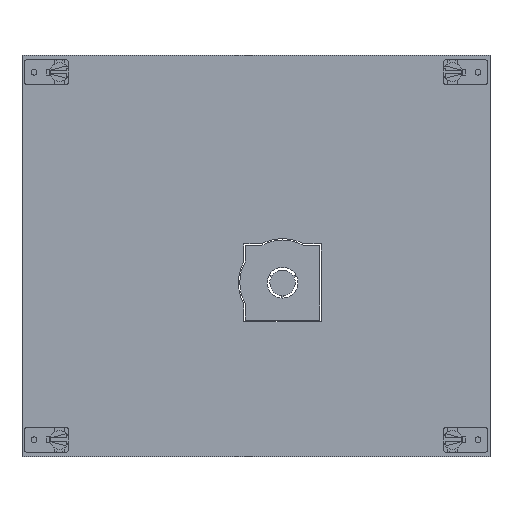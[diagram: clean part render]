
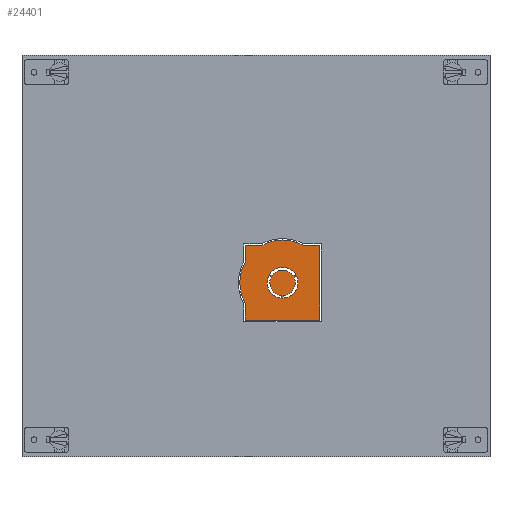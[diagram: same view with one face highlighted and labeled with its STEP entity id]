
A CAD part, top view. The second image highlights one B-rep face of the part: STEP entity #24401.
In plain terms, the highlighted planar face has unit normal (0, 0, 1).
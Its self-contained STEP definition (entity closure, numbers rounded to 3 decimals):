
#23722=CARTESIAN_POINT('',(0.25,21.,0.));
#23723=DIRECTION('',(0.,0.,-1.));
#23724=DIRECTION('',(0.875,0.484,0.));
#23725=AXIS2_PLACEMENT_3D('',#23722,#23723,#23724);
#23730=CARTESIAN_POINT('',(0.25,21.,0.));
#23731=DIRECTION('',(0.,0.,-1.));
#23732=DIRECTION('',(1.,0.,0.));
#23733=AXIS2_PLACEMENT_3D('',#23730,#23731,#23732);
#23738=CARTESIAN_POINT('',(0.25,21.,0.));
#23739=DIRECTION('',(0.,0.,-1.));
#23740=DIRECTION('',(0.484,-0.875,0.));
#23741=AXIS2_PLACEMENT_3D('',#23738,#23739,#23740);
#23746=CARTESIAN_POINT('',(0.25,21.,0.));
#23747=DIRECTION('',(0.,0.,1.));
#23748=DIRECTION('',(-0.011,1.,0.));
#23749=AXIS2_PLACEMENT_3D('',#23746,#23747,#23748);
#23754=CARTESIAN_POINT('',(0.25,21.,0.));
#23755=DIRECTION('',(0.,0.,1.));
#23756=DIRECTION('',(-1.,0.,0.));
#23757=AXIS2_PLACEMENT_3D('',#23754,#23755,#23756);
#23762=DIRECTION('',(0.643,0.766,0.));
#23763=VECTOR('',#23762,2.169);
#23764=CARTESIAN_POINT('',(-9.77,15.356,0.));
#23765=LINE('',#23764,#23763);
#23769=CARTESIAN_POINT('',(0.25,21.,0.));
#23770=DIRECTION('',(0.,0.,-1.));
#23771=DIRECTION('',(-0.908,-0.419,0.));
#23772=AXIS2_PLACEMENT_3D('',#23769,#23770,#23771);
#23777=CARTESIAN_POINT('',(0.25,21.,0.));
#23778=DIRECTION('',(0.,0.,-1.));
#23779=DIRECTION('',(-1.,0.,0.));
#23780=AXIS2_PLACEMENT_3D('',#23777,#23778,#23779);
#23785=DIRECTION('',(0.34,0.94,0.));
#23786=VECTOR('',#23785,2.168);
#23787=CARTESIAN_POINT('',(-0.617,30.46,0.));
#23788=LINE('',#23787,#23786);
#23792=CARTESIAN_POINT('',(0.25,21.,0.));
#23793=DIRECTION('',(0.,0.,-1.));
#23794=DIRECTION('',(0.091,0.996,0.));
#23795=AXIS2_PLACEMENT_3D('',#23792,#23793,#23794);
#23800=CARTESIAN_POINT('',(0.25,21.,0.));
#23801=DIRECTION('',(0.,0.,-1.));
#23802=DIRECTION('',(1.,0.,0.));
#23803=AXIS2_PLACEMENT_3D('',#23800,#23801,#23802);
#23808=DIRECTION('',(0.644,-0.765,0.));
#23809=VECTOR('',#23808,2.168);
#23810=CARTESIAN_POINT('',(8.876,17.02,0.));
#23811=LINE('',#23810,#23809);
#23815=CARTESIAN_POINT('',(0.25,21.,0.));
#23816=DIRECTION('',(0.,0.,1.));
#23817=DIRECTION('',(0.872,-0.49,0.));
#23818=AXIS2_PLACEMENT_3D('',#23815,#23816,#23817);
#23823=CARTESIAN_POINT('',(0.25,21.,0.));
#23824=DIRECTION('',(0.,0.,1.));
#23825=DIRECTION('',(1.,0.,0.));
#23826=AXIS2_PLACEMENT_3D('',#23823,#23824,#23825);
#23831=DIRECTION('',(0.341,-0.94,0.));
#23832=VECTOR('',#23831,2.169);
#23833=CARTESIAN_POINT('',(0.373,32.499,0.));
#23834=LINE('',#23833,#23832);
#23838=CARTESIAN_POINT('',(0.25,21.,0.));
#23839=DIRECTION('',(0.,0.,1.));
#23840=DIRECTION('',(-0.86,-0.51,0.));
#23841=AXIS2_PLACEMENT_3D('',#23838,#23839,#23840);
#23846=DIRECTION('',(-0.985,0.174,0.));
#23847=VECTOR('',#23846,2.169);
#23848=CARTESIAN_POINT('',(10.147,15.144,0.));
#23849=LINE('',#23848,#23847);
#23853=CARTESIAN_POINT('',(0.25,21.,0.));
#23854=DIRECTION('',(0.,0.,-1.));
#23855=DIRECTION('',(0.817,-0.577,0.));
#23856=AXIS2_PLACEMENT_3D('',#23853,#23854,#23855);
#23861=DIRECTION('',(-0.985,-0.175,0.));
#23862=VECTOR('',#23861,2.168);
#23863=CARTESIAN_POINT('',(-7.51,15.519,0.));
#23864=LINE('',#23863,#23862);
#23868=DIRECTION('',(0.,1.,0.));
#23869=VECTOR('',#23868,12.508);
#23870=CARTESIAN_POINT('',(28.25,36.492,0.));
#23871=LINE('',#23870,#23869);
#23875=DIRECTION('',(-1.,0.,0.));
#23876=VECTOR('',#23875,56.);
#23877=CARTESIAN_POINT('',(28.25,49.,0.));
#23878=LINE('',#23877,#23876);
#23889=DIRECTION('',(0.,-1.,0.));
#23890=VECTOR('',#23889,56.);
#23891=CARTESIAN_POINT('',(-27.75,49.,0.));
#23892=LINE('',#23891,#23890);
#23903=DIRECTION('',(1.,0.,0.));
#23904=VECTOR('',#23903,12.508);
#23905=CARTESIAN_POINT('',(-27.75,-7.,0.));
#23906=LINE('',#23905,#23904);
#23931=DIRECTION('',(1.,0.,0.));
#23932=VECTOR('',#23931,12.508);
#23933=CARTESIAN_POINT('',(15.742,-7.,0.));
#23934=LINE('',#23933,#23932);
#23938=DIRECTION('',(0.,1.,0.));
#23939=VECTOR('',#23938,12.508);
#23940=CARTESIAN_POINT('',(28.25,-7.,0.));
#23941=LINE('',#23940,#23939);
#24238=CARTESIAN_POINT('',(28.25,36.492,0.));
#24239=CARTESIAN_POINT('',(28.25,49.,0.));
#24240=VERTEX_POINT('',#24238);
#24241=VERTEX_POINT('',#24239);
#24242=CARTESIAN_POINT('',(32.25,21.,0.));
#24243=CARTESIAN_POINT('',(28.25,5.508,0.));
#24244=VERTEX_POINT('',#24242);
#24245=VERTEX_POINT('',#24243);
#24246=CARTESIAN_POINT('',(28.25,-7.,0.));
#24247=VERTEX_POINT('',#24246);
#24248=CARTESIAN_POINT('',(15.742,-7.,0.));
#24249=VERTEX_POINT('',#24248);
#24250=CARTESIAN_POINT('',(-15.242,-7.,0.));
#24251=VERTEX_POINT('',#24250);
#24252=CARTESIAN_POINT('',(-27.75,-7.,0.));
#24253=VERTEX_POINT('',#24252);
#24254=CARTESIAN_POINT('',(-27.75,49.,0.));
#24255=VERTEX_POINT('',#24254);
#24256=CARTESIAN_POINT('',(-11.25,21.,0.));
#24257=CARTESIAN_POINT('',(-9.77,15.356,0.));
#24258=VERTEX_POINT('',#24256);
#24259=VERTEX_POINT('',#24257);
#24260=CARTESIAN_POINT('',(0.122,32.499,0.));
#24261=VERTEX_POINT('',#24260);
#24262=CARTESIAN_POINT('',(-8.375,17.017,0.));
#24263=VERTEX_POINT('',#24262);
#24264=CARTESIAN_POINT('',(-9.25,21.,0.));
#24265=CARTESIAN_POINT('',(-0.617,30.46,0.));
#24266=VERTEX_POINT('',#24264);
#24267=VERTEX_POINT('',#24265);
#24268=CARTESIAN_POINT('',(9.75,21.,0.));
#24269=CARTESIAN_POINT('',(8.876,17.02,0.));
#24270=VERTEX_POINT('',#24268);
#24271=VERTEX_POINT('',#24269);
#24272=CARTESIAN_POINT('',(1.113,30.461,0.));
#24273=VERTEX_POINT('',#24272);
#24274=CARTESIAN_POINT('',(10.273,15.362,0.));
#24275=VERTEX_POINT('',#24274);
#24276=CARTESIAN_POINT('',(11.75,21.,0.));
#24277=CARTESIAN_POINT('',(0.373,32.499,0.));
#24278=VERTEX_POINT('',#24276);
#24279=VERTEX_POINT('',#24277);
#24280=CARTESIAN_POINT('',(-9.644,15.139,0.));
#24281=CARTESIAN_POINT('',(10.147,15.144,0.));
#24282=VERTEX_POINT('',#24280);
#24283=VERTEX_POINT('',#24281);
#24284=CARTESIAN_POINT('',(8.012,15.523,0.));
#24285=VERTEX_POINT('',#24284);
#24286=CARTESIAN_POINT('',(-7.51,15.519,0.));
#24287=VERTEX_POINT('',#24286);
#24338=CARTESIAN_POINT('',(0.,0.,0.));
#24339=DIRECTION('',(0.,0.,1.));
#24340=DIRECTION('',(1.,0.,0.));
#24341=AXIS2_PLACEMENT_3D('',#24338,#24339,#24340);
#24342=PLANE('',#24341);
#24344=ORIENTED_EDGE('',*,*,#24343,.F.);
#24346=ORIENTED_EDGE('',*,*,#24345,.T.);
#24348=ORIENTED_EDGE('',*,*,#24347,.T.);
#24350=ORIENTED_EDGE('',*,*,#24349,.F.);
#24352=ORIENTED_EDGE('',*,*,#24351,.F.);
#24354=ORIENTED_EDGE('',*,*,#24353,.T.);
#24356=ORIENTED_EDGE('',*,*,#24355,.F.);
#24358=ORIENTED_EDGE('',*,*,#24357,.F.);
#24360=ORIENTED_EDGE('',*,*,#24359,.F.);
#24361=EDGE_LOOP('',(#24344,#24346,#24348,#24350,#24352,#24354,#24356,#24358,
#24360));
#24362=FACE_OUTER_BOUND('',#24361,.F.);
#24364=ORIENTED_EDGE('',*,*,#24363,.T.);
#24366=ORIENTED_EDGE('',*,*,#24365,.T.);
#24368=ORIENTED_EDGE('',*,*,#24367,.T.);
#24370=ORIENTED_EDGE('',*,*,#24369,.T.);
#24372=ORIENTED_EDGE('',*,*,#24371,.T.);
#24374=ORIENTED_EDGE('',*,*,#24373,.T.);
#24375=EDGE_LOOP('',(#24364,#24366,#24368,#24370,#24372,#24374));
#24376=FACE_BOUND('',#24375,.F.);
#24378=ORIENTED_EDGE('',*,*,#24377,.T.);
#24380=ORIENTED_EDGE('',*,*,#24379,.T.);
#24382=ORIENTED_EDGE('',*,*,#24381,.T.);
#24384=ORIENTED_EDGE('',*,*,#24383,.T.);
#24386=ORIENTED_EDGE('',*,*,#24385,.T.);
#24388=ORIENTED_EDGE('',*,*,#24387,.T.);
#24389=EDGE_LOOP('',(#24378,#24380,#24382,#24384,#24386,#24388));
#24390=FACE_BOUND('',#24389,.F.);
#24392=ORIENTED_EDGE('',*,*,#24391,.T.);
#24394=ORIENTED_EDGE('',*,*,#24393,.T.);
#24396=ORIENTED_EDGE('',*,*,#24395,.T.);
#24398=ORIENTED_EDGE('',*,*,#24397,.T.);
#24399=EDGE_LOOP('',(#24392,#24394,#24396,#24398));
#24400=FACE_BOUND('',#24399,.F.);
#23726=CIRCLE('',#23725,32.);
#23734=CIRCLE('',#23733,32.);
#23742=CIRCLE('',#23741,32.);
#23750=CIRCLE('',#23749,11.5);
#23758=CIRCLE('',#23757,11.5);
#23773=CIRCLE('',#23772,9.5);
#23781=CIRCLE('',#23780,9.5);
#23796=CIRCLE('',#23795,9.5);
#23804=CIRCLE('',#23803,9.5);
#23819=CIRCLE('',#23818,11.5);
#23827=CIRCLE('',#23826,11.5);
#23842=CIRCLE('',#23841,11.5);
#23857=CIRCLE('',#23856,9.5);
#24343=EDGE_CURVE('',#24240,#24241,#23871,.T.);
#24345=EDGE_CURVE('',#24240,#24244,#23726,.T.);
#24347=EDGE_CURVE('',#24244,#24245,#23734,.T.);
#24349=EDGE_CURVE('',#24247,#24245,#23941,.T.);
#24351=EDGE_CURVE('',#24249,#24247,#23934,.T.);
#24353=EDGE_CURVE('',#24249,#24251,#23742,.T.);
#24355=EDGE_CURVE('',#24253,#24251,#23906,.T.);
#24357=EDGE_CURVE('',#24255,#24253,#23892,.T.);
#24359=EDGE_CURVE('',#24241,#24255,#23878,.T.);
#24363=EDGE_CURVE('',#24261,#24258,#23750,.T.);
#24365=EDGE_CURVE('',#24258,#24259,#23758,.T.);
#24367=EDGE_CURVE('',#24259,#24263,#23765,.T.);
#24369=EDGE_CURVE('',#24263,#24266,#23773,.T.);
#24371=EDGE_CURVE('',#24266,#24267,#23781,.T.);
#24373=EDGE_CURVE('',#24267,#24261,#23788,.T.);
#24377=EDGE_CURVE('',#24273,#24270,#23796,.T.);
#24379=EDGE_CURVE('',#24270,#24271,#23804,.T.);
#24381=EDGE_CURVE('',#24271,#24275,#23811,.T.);
#24383=EDGE_CURVE('',#24275,#24278,#23819,.T.);
#24385=EDGE_CURVE('',#24278,#24279,#23827,.T.);
#24387=EDGE_CURVE('',#24279,#24273,#23834,.T.);
#24391=EDGE_CURVE('',#24282,#24283,#23842,.T.);
#24393=EDGE_CURVE('',#24283,#24285,#23849,.T.);
#24395=EDGE_CURVE('',#24285,#24287,#23857,.T.);
#24397=EDGE_CURVE('',#24287,#24282,#23864,.T.);
#24401=ADVANCED_FACE('',(#24362,#24376,#24390,#24400),#24342,.T.);
